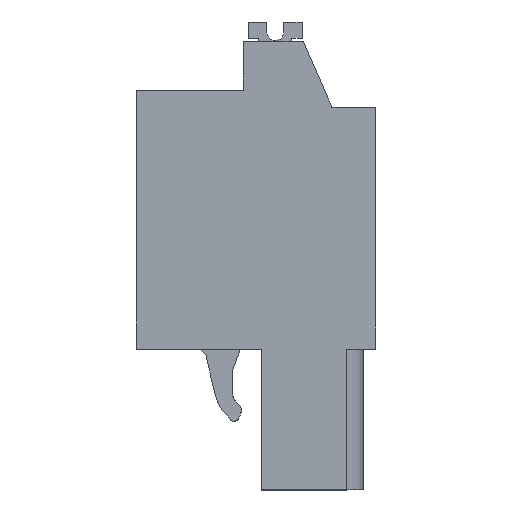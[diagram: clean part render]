
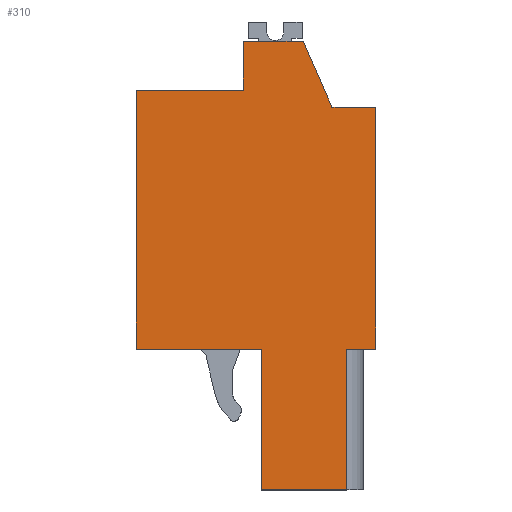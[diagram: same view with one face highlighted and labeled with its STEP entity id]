
A CAD part, left-side view. The second image highlights one B-rep face of the part: STEP entity #310.
In plain terms, the highlighted planar face has unit normal (-1, 0, 0).
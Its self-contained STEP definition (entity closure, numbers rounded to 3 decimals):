
#226=AXIS2_PLACEMENT_3D('Plane Axis2P3D',#223,#224,#225) ;
#42=CARTESIAN_POINT('Vertex',(0.,7.85,26.59)) ;
#45=CARTESIAN_POINT('Line Origine',(0.,6.075,26.59)) ;
#49=CARTESIAN_POINT('Vertex',(0.,4.3,26.59)) ;
#167=CARTESIAN_POINT('Vertex',(0.,7.85,23.69)) ;
#170=CARTESIAN_POINT('Line Origine',(0.,7.85,25.14)) ;
#223=CARTESIAN_POINT('Axis2P3D Location',(0.,6.8,8.35)) ;
#228=CARTESIAN_POINT('Line Origine',(0.,1.725,4.175)) ;
#232=CARTESIAN_POINT('Vertex',(0.,1.725,8.35)) ;
#234=CARTESIAN_POINT('Vertex',(0.,1.725,0.)) ;
#237=CARTESIAN_POINT('Line Origine',(0.,0.862,8.35)) ;
#241=CARTESIAN_POINT('Vertex',(0.,0.,8.35)) ;
#244=CARTESIAN_POINT('Line Origine',(0.,0.,15.52)) ;
#248=CARTESIAN_POINT('Vertex',(0.,0.,22.69)) ;
#251=CARTESIAN_POINT('Line Origine',(0.,1.3,22.69)) ;
#255=CARTESIAN_POINT('Vertex',(0.,2.6,22.69)) ;
#258=CARTESIAN_POINT('Line Origine',(0.,3.45,24.64)) ;
#263=CARTESIAN_POINT('Line Origine',(0.,11.025,23.69)) ;
#267=CARTESIAN_POINT('Vertex',(0.,14.2,23.69)) ;
#270=CARTESIAN_POINT('Line Origine',(0.,14.2,16.02)) ;
#274=CARTESIAN_POINT('Vertex',(0.,14.2,8.35)) ;
#277=CARTESIAN_POINT('Line Origine',(0.,10.485,8.35)) ;
#281=CARTESIAN_POINT('Vertex',(0.,6.771,8.35)) ;
#284=CARTESIAN_POINT('Line Origine',(0.,6.771,4.175)) ;
#288=CARTESIAN_POINT('Vertex',(0.,6.771,0.)) ;
#291=CARTESIAN_POINT('Line Origine',(0.,4.248,0.)) ;
#46=DIRECTION('Vector Direction',(0.,1.,0.)) ;
#171=DIRECTION('Vector Direction',(0.,0.,-1.)) ;
#224=DIRECTION('Axis2P3D Direction',(1.,0.,0.)) ;
#225=DIRECTION('Axis2P3D XDirection',(0.,1.,0.)) ;
#229=DIRECTION('Vector Direction',(0.,0.,-1.)) ;
#238=DIRECTION('Vector Direction',(0.,-1.,0.)) ;
#245=DIRECTION('Vector Direction',(0.,0.,-1.)) ;
#252=DIRECTION('Vector Direction',(0.,1.,0.)) ;
#259=DIRECTION('Vector Direction',(0.,0.4,0.917)) ;
#264=DIRECTION('Vector Direction',(0.,1.,0.)) ;
#271=DIRECTION('Vector Direction',(0.,0.,1.)) ;
#278=DIRECTION('Vector Direction',(0.,1.,0.)) ;
#285=DIRECTION('Vector Direction',(0.,0.,-1.)) ;
#292=DIRECTION('Vector Direction',(0.,1.,0.)) ;
#47=VECTOR('Line Direction',#46,1.) ;
#172=VECTOR('Line Direction',#171,1.) ;
#230=VECTOR('Line Direction',#229,1.) ;
#239=VECTOR('Line Direction',#238,1.) ;
#246=VECTOR('Line Direction',#245,1.) ;
#253=VECTOR('Line Direction',#252,1.) ;
#260=VECTOR('Line Direction',#259,1.) ;
#265=VECTOR('Line Direction',#264,1.) ;
#272=VECTOR('Line Direction',#271,1.) ;
#279=VECTOR('Line Direction',#278,1.) ;
#286=VECTOR('Line Direction',#285,1.) ;
#293=VECTOR('Line Direction',#292,1.) ;
#297=ORIENTED_EDGE('',*,*,#236,.F.) ;
#298=ORIENTED_EDGE('',*,*,#243,.F.) ;
#299=ORIENTED_EDGE('',*,*,#250,.F.) ;
#300=ORIENTED_EDGE('',*,*,#257,.T.) ;
#301=ORIENTED_EDGE('',*,*,#262,.T.) ;
#302=ORIENTED_EDGE('',*,*,#51,.T.) ;
#303=ORIENTED_EDGE('',*,*,#174,.T.) ;
#304=ORIENTED_EDGE('',*,*,#269,.T.) ;
#305=ORIENTED_EDGE('',*,*,#276,.F.) ;
#306=ORIENTED_EDGE('',*,*,#283,.F.) ;
#307=ORIENTED_EDGE('',*,*,#290,.T.) ;
#308=ORIENTED_EDGE('',*,*,#295,.F.) ;
#310=ADVANCED_FACE('HOUSING',(#309),#227,.F.) ;
#51=EDGE_CURVE('',#50,#43,#48,.T.) ;
#174=EDGE_CURVE('',#43,#168,#173,.T.) ;
#236=EDGE_CURVE('',#233,#235,#231,.T.) ;
#243=EDGE_CURVE('',#242,#233,#240,.F.) ;
#250=EDGE_CURVE('',#249,#242,#247,.T.) ;
#257=EDGE_CURVE('',#249,#256,#254,.T.) ;
#262=EDGE_CURVE('',#256,#50,#261,.T.) ;
#269=EDGE_CURVE('',#168,#268,#266,.T.) ;
#276=EDGE_CURVE('',#275,#268,#273,.T.) ;
#283=EDGE_CURVE('',#282,#275,#280,.T.) ;
#290=EDGE_CURVE('',#282,#289,#287,.T.) ;
#295=EDGE_CURVE('',#235,#289,#294,.T.) ;
#296=EDGE_LOOP('',(#297,#298,#299,#300,#301,#302,#303,#304,#305,#306,#307,#308)) ;
#309=FACE_OUTER_BOUND('',#296,.T.) ;
#48=LINE('Line',#45,#47) ;
#173=LINE('Line',#170,#172) ;
#231=LINE('Line',#228,#230) ;
#240=LINE('Line',#237,#239) ;
#247=LINE('Line',#244,#246) ;
#254=LINE('Line',#251,#253) ;
#261=LINE('Line',#258,#260) ;
#266=LINE('Line',#263,#265) ;
#273=LINE('Line',#270,#272) ;
#280=LINE('Line',#277,#279) ;
#287=LINE('Line',#284,#286) ;
#294=LINE('Line',#291,#293) ;
#227=PLANE('',#226) ;
#43=VERTEX_POINT('',#42) ;
#50=VERTEX_POINT('',#49) ;
#168=VERTEX_POINT('',#167) ;
#233=VERTEX_POINT('',#232) ;
#235=VERTEX_POINT('',#234) ;
#242=VERTEX_POINT('',#241) ;
#249=VERTEX_POINT('',#248) ;
#256=VERTEX_POINT('',#255) ;
#268=VERTEX_POINT('',#267) ;
#275=VERTEX_POINT('',#274) ;
#282=VERTEX_POINT('',#281) ;
#289=VERTEX_POINT('',#288) ;
